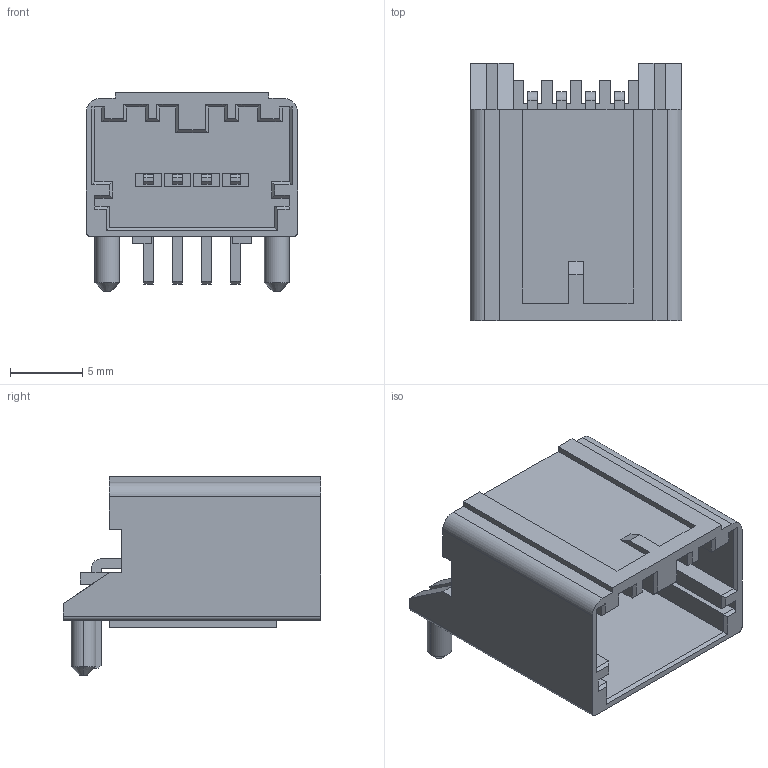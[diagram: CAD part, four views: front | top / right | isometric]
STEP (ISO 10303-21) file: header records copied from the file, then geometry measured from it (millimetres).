
FILE_DESCRIPTION (( 'STEP AP214' ), '1' );
FILE_NAME ('CONN-TH_347930040.step', '2022-08-03T16:47:53', ( '' ), ( '' ), 'SwSTEP 2.0', 'SolidWorks 2020', '' );
FILE_SCHEMA (( 'AUTOMOTIVE_DESIGN' ));
Length unit declared in the file: millimetre
Products named in the file (1): CONN-TH_347930040
Bounding box: 14.62 x 17.8 x 13.74 mm (x, y, z)
Volume: 1053.2 mm3; surface area: 1967.7 mm2
Topology: 14 solids, 14 shells, 534 faces, 1414 edges, 930 vertices
Faces by surface type: plane 404, bspline 114, cylinder 12, cone 4
Entity records: 22161 total; most frequent: CARTESIAN_POINT 5241, ORIENTED_EDGE 2828, DIRECTION 2052, EDGE_CURVE 1414, LINE 1154, VECTOR 1154, VERTEX_POINT 930, EDGE_LOOP 568
